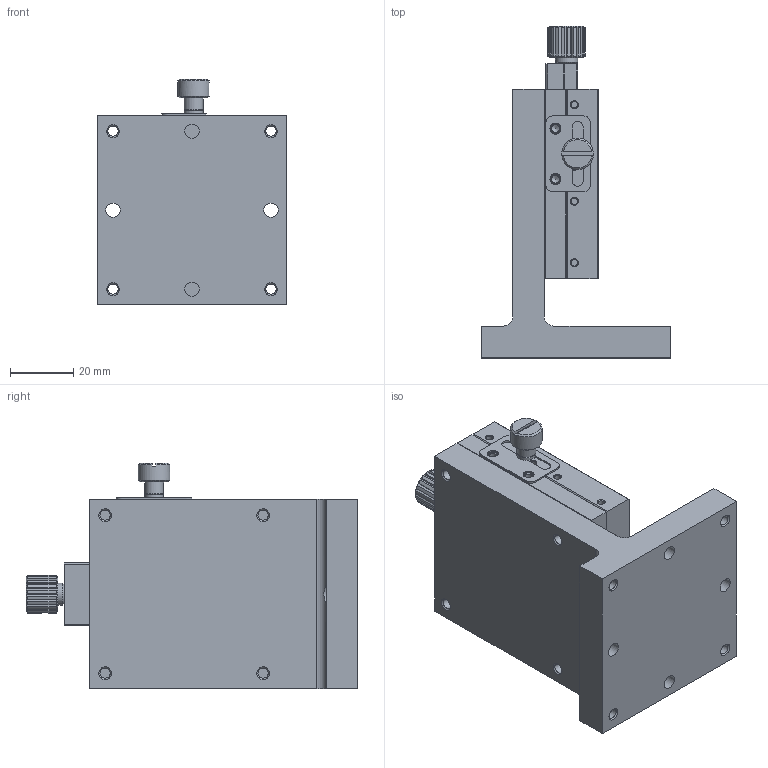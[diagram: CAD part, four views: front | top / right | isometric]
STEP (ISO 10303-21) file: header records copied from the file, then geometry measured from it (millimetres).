
FILE_DESCRIPTION (( 'STEP AP203' ), '1' );
FILE_NAME ('528807.STEP', '2024-10-15T06:39:18', ( 'Windows User' ), ( 'P R C' ), 'SwSTEP 2.0', 'SolidWorks 2020', '' );
FILE_SCHEMA (( 'CONFIG_CONTROL_DESIGN' ));
Length unit declared in the file: millimetre
Products named in the file (1): 528807
Bounding box: 60 x 105 x 71.5 mm (x, y, z)
Volume: 137368.6 mm3; surface area: 47309.3 mm2
Topology: 4 solids, 5 shells, 407 faces, 971 edges, 605 vertices
Faces by surface type: plane 175, cone 117, cylinder 114, bspline 1
Full cylindrical faces by diameter (mm): 1.567 x6, 2.013 x5, 2.459 x11, 2.5 x7, 3 x2, 3.2 x1, 3.242 x17, 3.5 x2, 4 x7, 4.5 x8, 5 x1, 6 x4, 7 x1, 8 x8, 10 x1
Entity records: 10740 total; most frequent: CARTESIAN_POINT 2060, DIRECTION 1808, ORIENTED_EDGE 1522, EDGE_CURVE 761, AXIS2_PLACEMENT_3D 735, EDGE_LOOP 654, VERTEX_POINT 551, FACE_OUTER_BOUND 488
